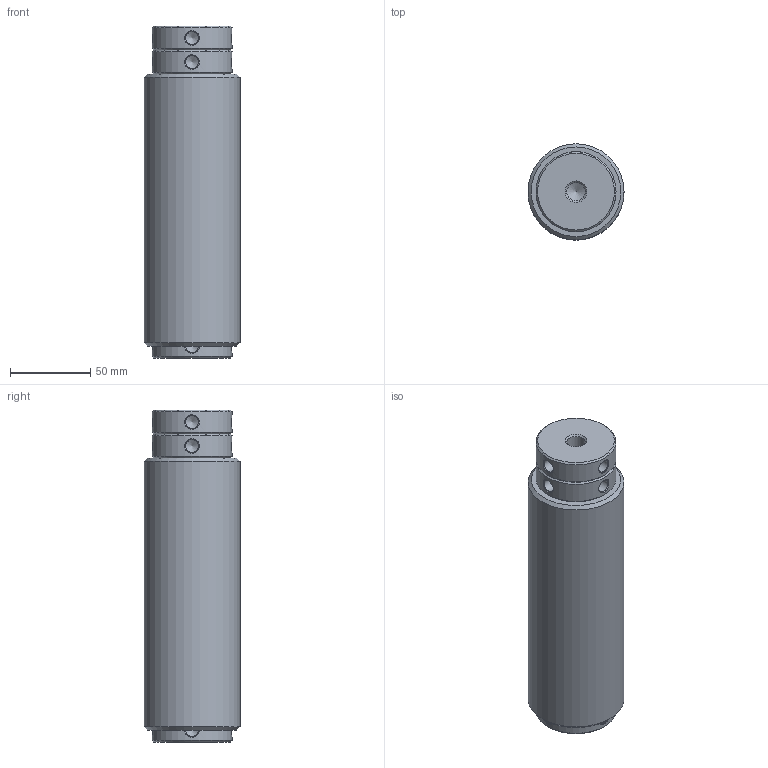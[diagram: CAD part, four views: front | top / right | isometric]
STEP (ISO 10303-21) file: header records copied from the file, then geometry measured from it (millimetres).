
FILE_DESCRIPTION( ( 'Unknown' ), '1' );
FILE_NAME( 'SU22-S300.stp', 'Unknown', ( 'Unknown' ), ( 'Unknown' ), 'XStep 1.0', 'Unknown', ' ' );
FILE_SCHEMA( ( 'CONFIG_CONTROL_DESIGN' ) );
Length unit declared in the file: millimetre
Products named in the file (4): Assem1; 1; 2; 3
Bounding box: 60 x 60 x 207.5 mm (x, y, z)
Surface area: 152294.5 mm2
Topology: 6 solids, 6 shells, 108 faces, 244 edges, 148 vertices
Faces by surface type: cone 40, cylinder 32, plane 16, bspline 16, torus 4
Full cylindrical faces by diameter (mm): 8 x16, 11.5 x2, 22.6 x2, 23 x4, 28 x2, 50 x4, 60 x2
Entity records: 2065 total; most frequent: CARTESIAN_POINT 1008, DIRECTION 174, EDGE_LOOP 106, ORIENTED_EDGE 106, AXIS2_PLACEMENT_3D 87, FACE_OUTER_BOUND 80, VERTEX_POINT 62, ADVANCED_FACE 54
